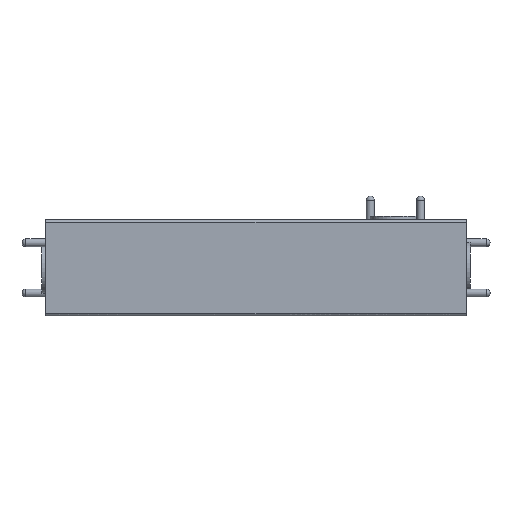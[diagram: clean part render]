
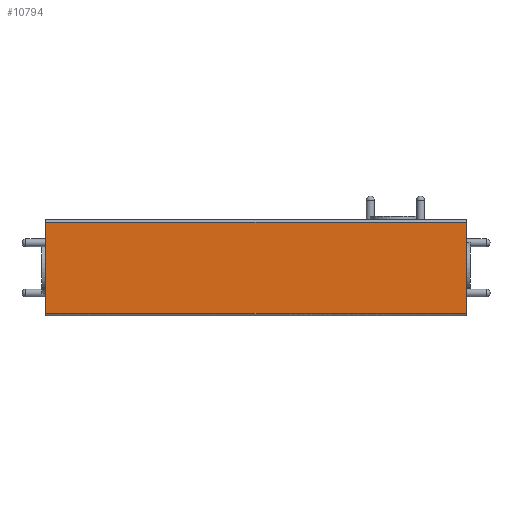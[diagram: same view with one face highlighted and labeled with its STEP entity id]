
A CAD part, front view. The second image highlights one B-rep face of the part: STEP entity #10794.
In plain terms, the highlighted planar face has unit normal (0, -1, 0).
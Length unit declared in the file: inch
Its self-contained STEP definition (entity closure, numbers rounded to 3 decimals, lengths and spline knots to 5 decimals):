
#162 = CARTESIAN_POINT ( 'NONE',  ( -1.66291, -0.43504, -0.3937 ) ) ;
#238 = PLANE ( 'NONE',  #4081 ) ;
#300 = CARTESIAN_POINT ( 'NONE',  ( -1.69291, -0.43504, 0.3937 ) ) ;
#658 = VERTEX_POINT ( 'NONE', #4878 ) ;
#834 = VECTOR ( 'NONE', #10977, 39.37008 ) ;
#935 = VECTOR ( 'NONE', #7455, 39.37008 ) ;
#1419 = DIRECTION ( 'NONE',  ( 0., 0., -1. ) ) ;
#2165 = DIRECTION ( 'NONE',  ( -1., 0., 0. ) ) ;
#2935 = LINE ( 'NONE', #11953, #6374 ) ;
#2974 = ORIENTED_EDGE ( 'NONE', *, *, #12142, .T. ) ;
#4081 = AXIS2_PLACEMENT_3D ( 'NONE', #300, #9318, #4302 ) ;
#4231 = VERTEX_POINT ( 'NONE', #6395 ) ;
#4234 = FACE_OUTER_BOUND ( 'NONE', #5065, .T. ) ;
#4302 = DIRECTION ( 'NONE',  ( 0., 0., 1. ) ) ;
#4823 = EDGE_CURVE ( 'NONE', #4231, #5203, #2935, .T. ) ;
#4878 = CARTESIAN_POINT ( 'NONE',  ( 1.66291, -0.43504, -0.37402 ) ) ;
#4987 = LINE ( 'NONE', #162, #834 ) ;
#5065 = EDGE_LOOP ( 'NONE', ( #7693, #5941, #12274, #2974 ) ) ;
#5203 = VERTEX_POINT ( 'NONE', #11635 ) ;
#5941 = ORIENTED_EDGE ( 'NONE', *, *, #4823, .T. ) ;
#6321 = CARTESIAN_POINT ( 'NONE',  ( 1.66291, -0.43504, 0.3637 ) ) ;
#6374 = VECTOR ( 'NONE', #2165, 39.37008 ) ;
#6395 = CARTESIAN_POINT ( 'NONE',  ( 1.66291, -0.43504, 0.34402 ) ) ;
#7286 = LINE ( 'NONE', #6321, #8342 ) ;
#7455 = DIRECTION ( 'NONE',  ( 1., 0., 0. ) ) ;
#7693 = ORIENTED_EDGE ( 'NONE', *, *, #11212, .F. ) ;
#8297 = EDGE_CURVE ( 'NONE', #8652, #5203, #4987, .T. ) ;
#8342 = VECTOR ( 'NONE', #1419, 39.37008 ) ;
#8652 = VERTEX_POINT ( 'NONE', #10842 ) ;
#9318 = DIRECTION ( 'NONE',  ( 0., 1., 0. ) ) ;
#9439 = CARTESIAN_POINT ( 'NONE',  ( 1.66291, -0.43504, -0.37402 ) ) ;
#9506 = LINE ( 'NONE', #9439, #935 ) ;
#10794 = ADVANCED_FACE ( 'NONE', ( #4234 ), #238, .F. ) ;
#10842 = CARTESIAN_POINT ( 'NONE',  ( -1.66291, -0.43504, -0.37402 ) ) ;
#10977 = DIRECTION ( 'NONE',  ( 0., 0., 1. ) ) ;
#11212 = EDGE_CURVE ( 'NONE', #4231, #658, #7286, .T. ) ;
#11635 = CARTESIAN_POINT ( 'NONE',  ( -1.66291, -0.43504, 0.34402 ) ) ;
#11953 = CARTESIAN_POINT ( 'NONE',  ( -1.66291, -0.43504, 0.34402 ) ) ;
#12142 = EDGE_CURVE ( 'NONE', #8652, #658, #9506, .T. ) ;
#12274 = ORIENTED_EDGE ( 'NONE', *, *, #8297, .F. ) ;
